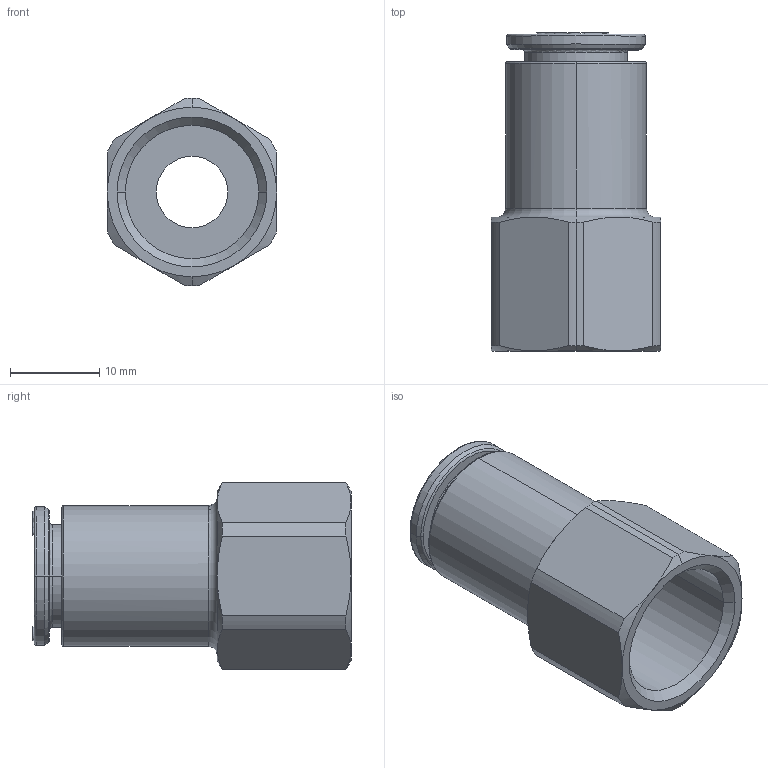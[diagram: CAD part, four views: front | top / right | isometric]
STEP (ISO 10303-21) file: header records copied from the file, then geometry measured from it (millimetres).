
FILE_DESCRIPTION(('STEP AP214'),'1');
FILE_NAME('6814_10_17.stp','2016-07-07T14:43:57',('TraceParts'),('TraceParts S.A.'),'Spatial InterOp 3D',' ',' ');
FILE_SCHEMA(('automotive_design'));
Length unit declared in the file: millimetre
Products named in the file (6): 6814 10 17|44110-18_ASM_1376#44110-18_ASM|44110-31_1372#44110-31;Solide1; 6814 10 17|44110-18_ASM_1376#44110-18_ASM|44110_1373#44110;Solide1; 6814 10 17|44110-18_ASM_1376#44110-18_ASM|44110-30_1374#44110-30;Solide1; 6814 10 17|44110-18_ASM_1376#44110-18_ASM|44110-40_1375#44110-40;Solide1; 6814 10 17|44410-10-69_1371#44410-10-69;Solide1; 6814 10 17|44110-11-10-ASM_1377#44110-11-10-ASM;Solide1
Bounding box: 19 x 35.65 x 21 mm (x, y, z)
Volume: 4180.9 mm3; surface area: 6012.1 mm2
Topology: 6 solids, 6 shells, 699 faces, 1780 edges, 1116 vertices
Faces by surface type: plane 303, cylinder 113, cone 102, bspline 92, torus 89
Entity records: 30055 total; most frequent: CARTESIAN_POINT 7738, ORIENTED_EDGE 3560, DIRECTION 3325, EDGE_CURVE 1780, AXIS2_PLACEMENT_3D 1142, VERTEX_POINT 1116, LINE 1041, VECTOR 1041
